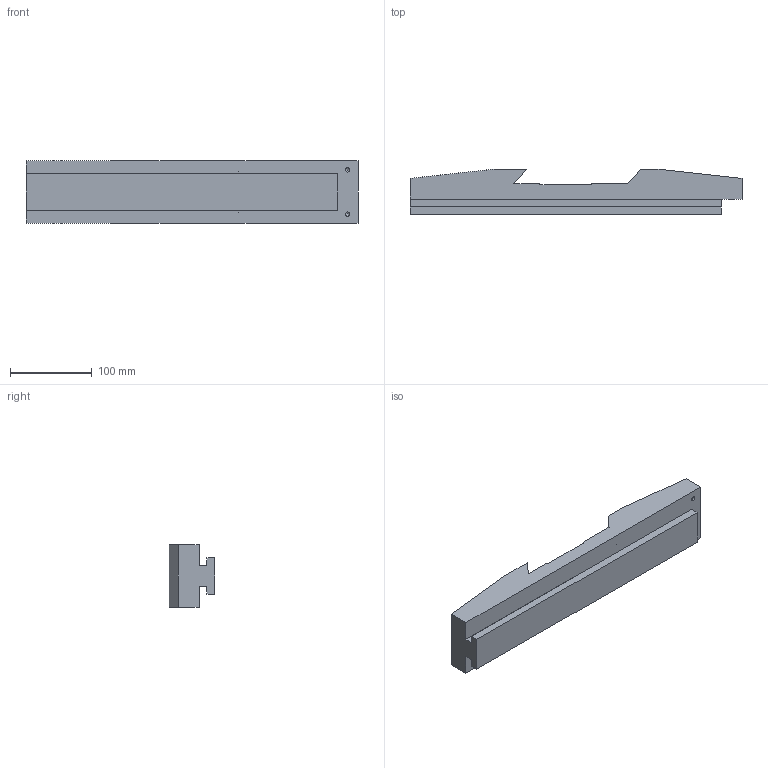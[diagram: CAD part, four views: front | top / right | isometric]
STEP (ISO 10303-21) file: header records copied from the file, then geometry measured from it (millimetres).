
FILE_DESCRIPTION (( 'STEP AP214' ), '1' );
FILE_NAME ('100217.STEP', '2025-08-24T21:09:40', ( '' ), ( '' ), 'SwSTEP 2.0', 'SolidWorks 2025', '' );
FILE_SCHEMA (( 'AUTOMOTIVE_DESIGN' ));
Length unit declared in the file: inch
Products named in the file (1): 100217
Bounding box: 406.4 x 55.56 x 76.2 mm (x, y, z)
Volume: 1100963.6 mm3; surface area: 124804 mm2
Topology: 1 solids, 1 shells, 52 faces, 136 edges, 79 vertices
Faces by surface type: plane 22, cylinder 16, cone 14
Entity records: 1509 total; most frequent: DIRECTION 260, CARTESIAN_POINT 254, ORIENTED_EDGE 244, EDGE_CURVE 122, VECTOR 90, LINE 90, AXIS2_PLACEMENT_3D 85, VERTEX_POINT 79
